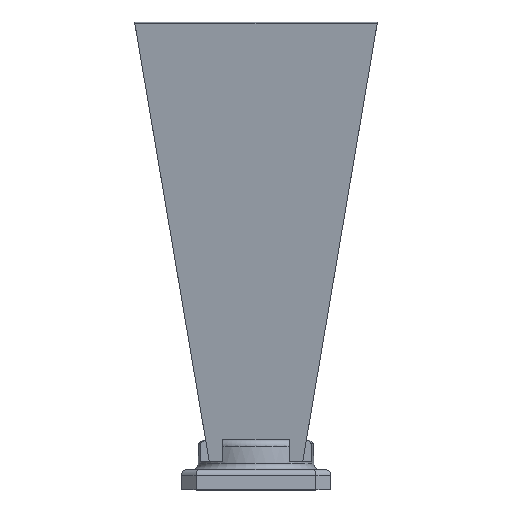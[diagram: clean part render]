
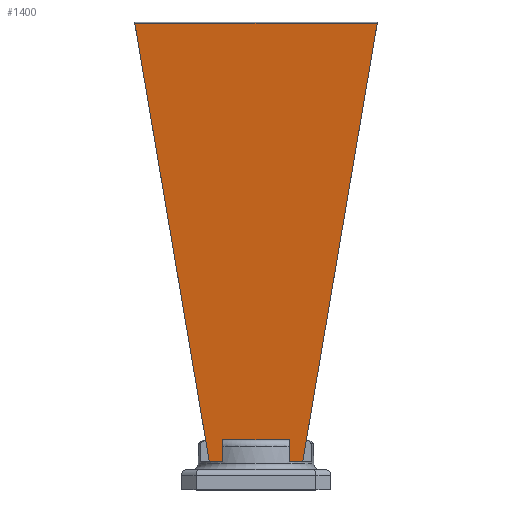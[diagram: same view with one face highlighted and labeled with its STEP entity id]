
A CAD part, top view. The second image highlights one B-rep face of the part: STEP entity #1400.
In plain terms, the highlighted planar face has unit normal (0, -0.108, 0.994).
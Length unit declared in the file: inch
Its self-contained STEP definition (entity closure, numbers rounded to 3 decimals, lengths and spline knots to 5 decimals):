
#60 = CARTESIAN_POINT ( 'NONE',  ( 0.6027, 1.07454, 0.33555 ) ) ;
#67 = LINE ( 'NONE', #1450, #1790 ) ;
#144 = VECTOR ( 'NONE', #473, 39.37008 ) ;
#225 = AXIS2_PLACEMENT_3D ( 'NONE', #599, #1446, #264 ) ;
#234 = LINE ( 'NONE', #297, #144 ) ;
#243 = CARTESIAN_POINT ( 'NONE',  ( -0.6027, 1.07454, 0.33555 ) ) ;
#257 = LINE ( 'NONE', #1994, #275 ) ;
#264 = DIRECTION ( 'NONE',  ( 0., 0.994, 0.108 ) ) ;
#275 = VECTOR ( 'NONE', #2165, 39.37008 ) ;
#291 = ORIENTED_EDGE ( 'NONE', *, *, #1315, .F. ) ;
#297 = CARTESIAN_POINT ( 'NONE',  ( -0.332, 0.46044, 0.26902 ) ) ;
#305 = VERTEX_POINT ( 'NONE', #755 ) ;
#313 = VERTEX_POINT ( 'NONE', #915 ) ;
#400 = DIRECTION ( 'NONE',  ( -0.167, -0.98, -0.106 ) ) ;
#406 = LINE ( 'NONE', #243, #697 ) ;
#473 = DIRECTION ( 'NONE',  ( 0., 0.994, 0.108 ) ) ;
#500 = EDGE_LOOP ( 'NONE', ( #1458, #1667, #1344, #1031, #1766, #821, #291, #858 ) ) ;
#577 = LINE ( 'NONE', #60, #1722 ) ;
#599 = CARTESIAN_POINT ( 'NONE',  ( 5.31371, 0.2835, 0.24985 ) ) ;
#697 = VECTOR ( 'NONE', #746, 39.37008 ) ;
#704 = VERTEX_POINT ( 'NONE', #737 ) ;
#737 = CARTESIAN_POINT ( 'NONE',  ( -1.21508, 4.67923, 0.72606 ) ) ;
#746 = DIRECTION ( 'NONE',  ( 0.167, -0.98, -0.106 ) ) ;
#755 = CARTESIAN_POINT ( 'NONE',  ( 1.21508, 4.67923, 0.72606 ) ) ;
#819 = DIRECTION ( 'NONE',  ( 0., -0.994, -0.108 ) ) ;
#821 = ORIENTED_EDGE ( 'NONE', *, *, #1655, .T. ) ;
#858 = ORIENTED_EDGE ( 'NONE', *, *, #1248, .T. ) ;
#915 = CARTESIAN_POINT ( 'NONE',  ( 0.332, 0.5, 0.27331 ) ) ;
#935 = VERTEX_POINT ( 'NONE', #1780 ) ;
#1015 = VECTOR ( 'NONE', #1782, 39.37008 ) ;
#1031 = ORIENTED_EDGE ( 'NONE', *, *, #2157, .T. ) ;
#1125 = LINE ( 'NONE', #1398, #1947 ) ;
#1248 = EDGE_CURVE ( 'NONE', #305, #704, #1125, .T. ) ;
#1295 = CARTESIAN_POINT ( 'NONE',  ( 0.332, 0.2835, 0.24985 ) ) ;
#1304 = FACE_OUTER_BOUND ( 'NONE', #500, .T. ) ;
#1315 = EDGE_CURVE ( 'NONE', #305, #1508, #577, .T. ) ;
#1344 = ORIENTED_EDGE ( 'NONE', *, *, #1546, .T. ) ;
#1398 = CARTESIAN_POINT ( 'NONE',  ( 5.31371, 4.67923, 0.72606 ) ) ;
#1400 = ADVANCED_FACE ( 'NONE', ( #1304 ), #1427, .F. ) ;
#1427 = PLANE ( 'NONE',  #225 ) ;
#1431 = VECTOR ( 'NONE', #1755, 39.37008 ) ;
#1446 = DIRECTION ( 'NONE',  ( 0., 0.108, -0.994 ) ) ;
#1450 = CARTESIAN_POINT ( 'NONE',  ( 0.332, 0.46044, 0.26902 ) ) ;
#1458 = ORIENTED_EDGE ( 'NONE', *, *, #1985, .T. ) ;
#1508 = VERTEX_POINT ( 'NONE', #1957 ) ;
#1529 = EDGE_CURVE ( 'NONE', #1943, #1552, #1741, .T. ) ;
#1546 = EDGE_CURVE ( 'NONE', #1552, #935, #234, .T. ) ;
#1552 = VERTEX_POINT ( 'NONE', #2120 ) ;
#1562 = DIRECTION ( 'NONE',  ( -1., 0., 0. ) ) ;
#1564 = CARTESIAN_POINT ( 'NONE',  ( -0.46832, 0.2835, 0.24985 ) ) ;
#1606 = CARTESIAN_POINT ( 'NONE',  ( -1.07885, 0.5, 0.27331 ) ) ;
#1626 = EDGE_CURVE ( 'NONE', #313, #1758, #67, .T. ) ;
#1655 = EDGE_CURVE ( 'NONE', #1758, #1508, #257, .T. ) ;
#1667 = ORIENTED_EDGE ( 'NONE', *, *, #1529, .T. ) ;
#1722 = VECTOR ( 'NONE', #400, 39.37008 ) ;
#1741 = LINE ( 'NONE', #2100, #1015 ) ;
#1755 = DIRECTION ( 'NONE',  ( 1., 0., 0. ) ) ;
#1758 = VERTEX_POINT ( 'NONE', #1295 ) ;
#1766 = ORIENTED_EDGE ( 'NONE', *, *, #1626, .T. ) ;
#1780 = CARTESIAN_POINT ( 'NONE',  ( -0.332, 0.5, 0.27331 ) ) ;
#1782 = DIRECTION ( 'NONE',  ( 1., 0., 0. ) ) ;
#1790 = VECTOR ( 'NONE', #819, 39.37008 ) ;
#1858 = LINE ( 'NONE', #1606, #1431 ) ;
#1943 = VERTEX_POINT ( 'NONE', #1564 ) ;
#1947 = VECTOR ( 'NONE', #1562, 39.37008 ) ;
#1957 = CARTESIAN_POINT ( 'NONE',  ( 0.46832, 0.2835, 0.24985 ) ) ;
#1985 = EDGE_CURVE ( 'NONE', #704, #1943, #406, .T. ) ;
#1994 = CARTESIAN_POINT ( 'NONE',  ( 0.332, 0.2835, 0.24985 ) ) ;
#2100 = CARTESIAN_POINT ( 'NONE',  ( -0.332, 0.2835, 0.24985 ) ) ;
#2120 = CARTESIAN_POINT ( 'NONE',  ( -0.332, 0.2835, 0.24985 ) ) ;
#2157 = EDGE_CURVE ( 'NONE', #935, #313, #1858, .T. ) ;
#2165 = DIRECTION ( 'NONE',  ( 1., 0., 0. ) ) ;
